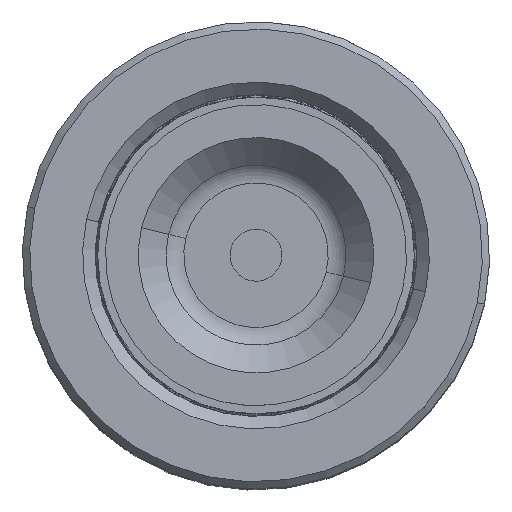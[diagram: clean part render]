
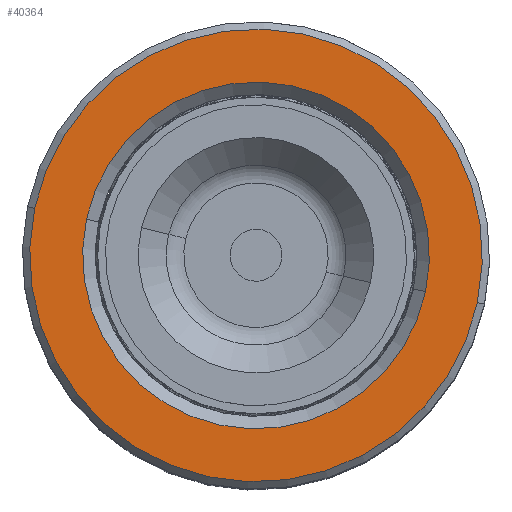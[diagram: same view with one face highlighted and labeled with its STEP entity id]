
A CAD part, top view. The second image highlights one B-rep face of the part: STEP entity #40364.
In plain terms, the highlighted planar face has unit normal (0, 0, 1).
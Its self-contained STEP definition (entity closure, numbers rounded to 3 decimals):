
#33 = VERTEX_POINT ( 'NONE', #33005 ) ;
#1412 = PLANE ( 'NONE',  #32748 ) ;
#1694 = CIRCLE ( 'NONE', #45763, 16.7 ) ;
#2583 = ORIENTED_EDGE ( 'NONE', *, *, #23066, .T. ) ;
#3865 = EDGE_LOOP ( 'NONE', ( #41736, #37212 ) ) ;
#4757 = CARTESIAN_POINT ( 'NONE',  ( 0., 0., 60. ) ) ;
#6525 = AXIS2_PLACEMENT_3D ( 'NONE', #20517, #41629, #24224 ) ;
#7822 = CARTESIAN_POINT ( 'NONE',  ( 16.7, 0., 60. ) ) ;
#8127 = CIRCLE ( 'NONE', #19775, 16.7 ) ;
#8756 = VERTEX_POINT ( 'NONE', #7822 ) ;
#8786 = CARTESIAN_POINT ( 'NONE',  ( 0., 0., 60. ) ) ;
#12614 = EDGE_CURVE ( 'NONE', #8756, #18485, #8127, .T. ) ;
#15070 = CARTESIAN_POINT ( 'NONE',  ( 0., 0., 60. ) ) ;
#18485 = VERTEX_POINT ( 'NONE', #25771 ) ;
#19502 = DIRECTION ( 'NONE',  ( 0., 0., 1. ) ) ;
#19775 = AXIS2_PLACEMENT_3D ( 'NONE', #8786, #46396, #34006 ) ;
#20517 = CARTESIAN_POINT ( 'NONE',  ( 0., 0., 60. ) ) ;
#23066 = EDGE_CURVE ( 'NONE', #51848, #33, #32782, .T. ) ;
#24224 = DIRECTION ( 'NONE',  ( 1., 0., 0. ) ) ;
#24896 = FACE_OUTER_BOUND ( 'NONE', #40422, .T. ) ;
#25771 = CARTESIAN_POINT ( 'NONE',  ( -16.7, 0., 60. ) ) ;
#26119 = CIRCLE ( 'NONE', #6525, 21.8 ) ;
#26288 = DIRECTION ( 'NONE',  ( 0., 0., 1. ) ) ;
#29853 = DIRECTION ( 'NONE',  ( 1., 0., 0. ) ) ;
#32748 = AXIS2_PLACEMENT_3D ( 'NONE', #4757, #26288, #38694 ) ;
#32782 = CIRCLE ( 'NONE', #47721, 21.8 ) ;
#33005 = CARTESIAN_POINT ( 'NONE',  ( -21.8, 0., 60. ) ) ;
#34006 = DIRECTION ( 'NONE',  ( 1., 0., 0. ) ) ;
#35372 = CARTESIAN_POINT ( 'NONE',  ( 21.8, 0., 60. ) ) ;
#37212 = ORIENTED_EDGE ( 'NONE', *, *, #38487, .T. ) ;
#38487 = EDGE_CURVE ( 'NONE', #18485, #8756, #1694, .T. ) ;
#38694 = DIRECTION ( 'NONE',  ( 1., 0., 0. ) ) ;
#40155 = FACE_BOUND ( 'NONE', #3865, .T. ) ;
#40364 = ADVANCED_FACE ( 'NONE', ( #24896, #40155 ), #1412, .T. ) ;
#40422 = EDGE_LOOP ( 'NONE', ( #51920, #2583 ) ) ;
#41629 = DIRECTION ( 'NONE',  ( 0., 0., 1. ) ) ;
#41736 = ORIENTED_EDGE ( 'NONE', *, *, #12614, .T. ) ;
#42272 = DIRECTION ( 'NONE',  ( 0., 0., -1. ) ) ;
#43606 = EDGE_CURVE ( 'NONE', #33, #51848, #26119, .T. ) ;
#44665 = DIRECTION ( 'NONE',  ( 1., 0., 0. ) ) ;
#45763 = AXIS2_PLACEMENT_3D ( 'NONE', #50740, #42272, #29853 ) ;
#46396 = DIRECTION ( 'NONE',  ( 0., 0., -1. ) ) ;
#47721 = AXIS2_PLACEMENT_3D ( 'NONE', #15070, #19502, #44665 ) ;
#50740 = CARTESIAN_POINT ( 'NONE',  ( 0., 0., 60. ) ) ;
#51848 = VERTEX_POINT ( 'NONE', #35372 ) ;
#51920 = ORIENTED_EDGE ( 'NONE', *, *, #43606, .T. ) ;
